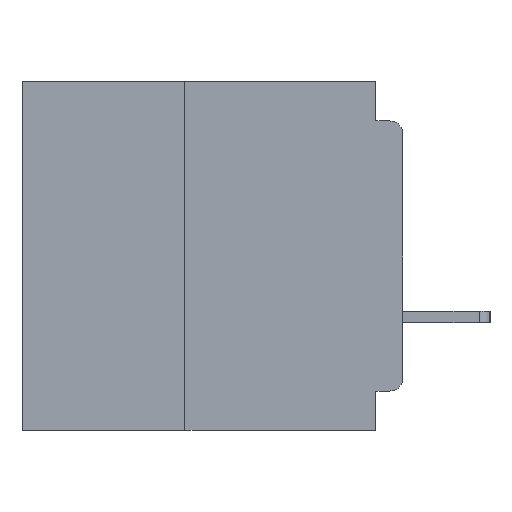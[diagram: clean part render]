
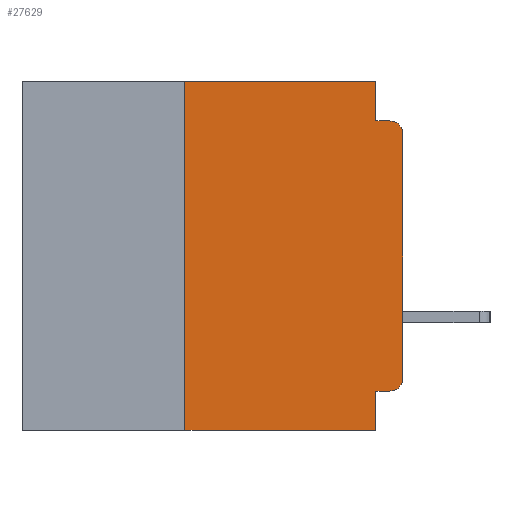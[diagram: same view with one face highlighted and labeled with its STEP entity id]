
A CAD part, left-side view. The second image highlights one B-rep face of the part: STEP entity #27629.
In plain terms, the highlighted planar face has unit normal (-1, 0, 0).
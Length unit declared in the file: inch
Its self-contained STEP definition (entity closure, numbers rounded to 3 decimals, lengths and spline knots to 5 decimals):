
#107 = CARTESIAN_POINT ( 'NONE',  ( 0., 0., 0. ) ) ;
#280 = LINE ( 'NONE', #19388, #31515 ) ;
#626 = PLANE ( 'NONE',  #36615 ) ;
#1362 = CARTESIAN_POINT ( 'NONE',  ( 0., 0.031, -0.4 ) ) ;
#2228 = VERTEX_POINT ( 'NONE', #14308 ) ;
#3293 = EDGE_CURVE ( 'NONE', #26705, #3447, #33392, .T. ) ;
#3331 = CARTESIAN_POINT ( 'NONE',  ( 0., 0.031, -0.045 ) ) ;
#3345 = DIRECTION ( 'NONE',  ( 0., 0., 1. ) ) ;
#3447 = VERTEX_POINT ( 'NONE', #1362 ) ;
#3479 = CARTESIAN_POINT ( 'NONE',  ( 0., 0.015, -0.045 ) ) ;
#3928 = DIRECTION ( 'NONE',  ( 0., 0., -1. ) ) ;
#4478 = EDGE_CURVE ( 'NONE', #18476, #27516, #280, .T. ) ;
#5238 = CARTESIAN_POINT ( 'NONE',  ( 0., 0.437, -0.4 ) ) ;
#6371 = DIRECTION ( 'NONE',  ( -1., 0., 0. ) ) ;
#7298 = CARTESIAN_POINT ( 'NONE',  ( 0., 0., -0.045 ) ) ;
#8292 = ORIENTED_EDGE ( 'NONE', *, *, #3293, .F. ) ;
#8825 = LINE ( 'NONE', #107, #24880 ) ;
#8836 = DIRECTION ( 'NONE',  ( 0., -1., 0. ) ) ;
#9843 = CARTESIAN_POINT ( 'NONE',  ( 0., 0.25, 0. ) ) ;
#10040 = VERTEX_POINT ( 'NONE', #20618 ) ;
#10989 = EDGE_CURVE ( 'NONE', #23078, #37627, #15999, .T. ) ;
#11328 = ORIENTED_EDGE ( 'NONE', *, *, #31256, .F. ) ;
#12184 = DIRECTION ( 'NONE',  ( 0., 0., -1. ) ) ;
#12359 = CARTESIAN_POINT ( 'NONE',  ( 0., 0.031, -0.4 ) ) ;
#12618 = CIRCLE ( 'NONE', #19263, 0.015 ) ;
#13120 = EDGE_CURVE ( 'NONE', #38139, #23078, #8825, .T. ) ;
#14285 = ORIENTED_EDGE ( 'NONE', *, *, #4478, .F. ) ;
#14308 = CARTESIAN_POINT ( 'NONE',  ( 0., 0.015, -0.355 ) ) ;
#15519 = EDGE_CURVE ( 'NONE', #2228, #38139, #12618, .T. ) ;
#15999 = CIRCLE ( 'NONE', #39952, 0.015 ) ;
#16154 = VECTOR ( 'NONE', #21723, 39.37008 ) ;
#16890 = ORIENTED_EDGE ( 'NONE', *, *, #28157, .F. ) ;
#18158 = LINE ( 'NONE', #31300, #16154 ) ;
#18419 = DIRECTION ( 'NONE',  ( -1., 0., 0. ) ) ;
#18476 = VERTEX_POINT ( 'NONE', #37420 ) ;
#19158 = VECTOR ( 'NONE', #8836, 39.37008 ) ;
#19263 = AXIS2_PLACEMENT_3D ( 'NONE', #37547, #18419, #40698 ) ;
#19388 = CARTESIAN_POINT ( 'NONE',  ( 0., 0.25, -0.4 ) ) ;
#20618 = CARTESIAN_POINT ( 'NONE',  ( 0., 0.031, 0. ) ) ;
#21723 = DIRECTION ( 'NONE',  ( 0., 0., -1. ) ) ;
#22150 = CARTESIAN_POINT ( 'NONE',  ( 0., 0., -0.06 ) ) ;
#22297 = EDGE_CURVE ( 'NONE', #18476, #3447, #32890, .T. ) ;
#23078 = VERTEX_POINT ( 'NONE', #22150 ) ;
#23181 = DIRECTION ( 'NONE',  ( 1., 0., 0. ) ) ;
#23390 = VERTEX_POINT ( 'NONE', #3331 ) ;
#24495 = DIRECTION ( 'NONE',  ( 0., -1., 0. ) ) ;
#24852 = VECTOR ( 'NONE', #12184, 39.37008 ) ;
#24880 = VECTOR ( 'NONE', #38570, 39.37008 ) ;
#25042 = EDGE_CURVE ( 'NONE', #10040, #23390, #18158, .T. ) ;
#25593 = CARTESIAN_POINT ( 'NONE',  ( 0., 0.015, -0.06 ) ) ;
#26512 = DIRECTION ( 'NONE',  ( 0., -1., 0. ) ) ;
#26705 = VERTEX_POINT ( 'NONE', #40628 ) ;
#26956 = ORIENTED_EDGE ( 'NONE', *, *, #13120, .T. ) ;
#27039 = FACE_OUTER_BOUND ( 'NONE', #34690, .T. ) ;
#27443 = ORIENTED_EDGE ( 'NONE', *, *, #10989, .T. ) ;
#27516 = VERTEX_POINT ( 'NONE', #9843 ) ;
#27629 = ADVANCED_FACE ( 'NONE', ( #27039 ), #626, .F. ) ;
#28157 = EDGE_CURVE ( 'NONE', #23390, #37627, #32494, .T. ) ;
#28822 = DIRECTION ( 'NONE',  ( 0., 0., -1. ) ) ;
#30241 = DIRECTION ( 'NONE',  ( 0., 1., 0. ) ) ;
#30407 = ORIENTED_EDGE ( 'NONE', *, *, #15519, .T. ) ;
#31256 = EDGE_CURVE ( 'NONE', #2228, #26705, #33337, .T. ) ;
#31300 = CARTESIAN_POINT ( 'NONE',  ( 0., 0.031, 0. ) ) ;
#31515 = VECTOR ( 'NONE', #3345, 39.37008 ) ;
#31675 = CARTESIAN_POINT ( 'NONE',  ( 0., 0., -0.34 ) ) ;
#32494 = LINE ( 'NONE', #7298, #40856 ) ;
#32890 = LINE ( 'NONE', #5238, #33888 ) ;
#33302 = CARTESIAN_POINT ( 'NONE',  ( 0., 0., -0.355 ) ) ;
#33337 = LINE ( 'NONE', #33302, #40706 ) ;
#33392 = LINE ( 'NONE', #12359, #24852 ) ;
#33888 = VECTOR ( 'NONE', #24495, 39.37008 ) ;
#34478 = CARTESIAN_POINT ( 'NONE',  ( 0., 0.437, 0. ) ) ;
#34690 = EDGE_LOOP ( 'NONE', ( #26956, #27443, #16890, #40324, #39346, #14285, #40273, #8292, #11328, #30407 ) ) ;
#34969 = EDGE_CURVE ( 'NONE', #27516, #10040, #37144, .T. ) ;
#35900 = CARTESIAN_POINT ( 'NONE',  ( 0., 0.437, 0. ) ) ;
#36615 = AXIS2_PLACEMENT_3D ( 'NONE', #35900, #23181, #3928 ) ;
#37144 = LINE ( 'NONE', #34478, #19158 ) ;
#37420 = CARTESIAN_POINT ( 'NONE',  ( 0., 0.25, -0.4 ) ) ;
#37547 = CARTESIAN_POINT ( 'NONE',  ( 0., 0.015, -0.34 ) ) ;
#37627 = VERTEX_POINT ( 'NONE', #3479 ) ;
#38139 = VERTEX_POINT ( 'NONE', #31675 ) ;
#38570 = DIRECTION ( 'NONE',  ( 0., 0., 1. ) ) ;
#39346 = ORIENTED_EDGE ( 'NONE', *, *, #34969, .F. ) ;
#39952 = AXIS2_PLACEMENT_3D ( 'NONE', #25593, #6371, #28822 ) ;
#40273 = ORIENTED_EDGE ( 'NONE', *, *, #22297, .T. ) ;
#40324 = ORIENTED_EDGE ( 'NONE', *, *, #25042, .F. ) ;
#40628 = CARTESIAN_POINT ( 'NONE',  ( 0., 0.031, -0.355 ) ) ;
#40698 = DIRECTION ( 'NONE',  ( 0., 0., -1. ) ) ;
#40706 = VECTOR ( 'NONE', #30241, 39.37008 ) ;
#40856 = VECTOR ( 'NONE', #26512, 39.37008 ) ;
